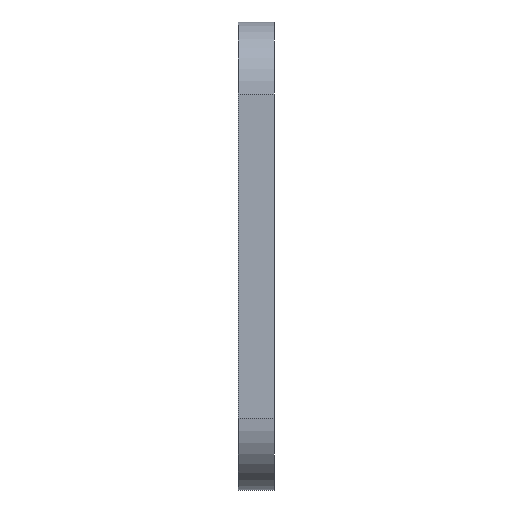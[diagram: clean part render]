
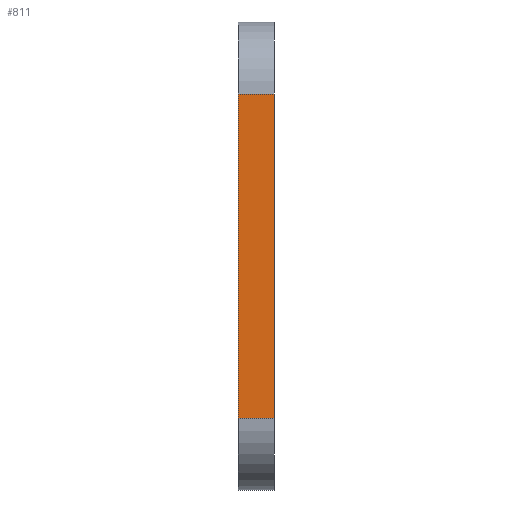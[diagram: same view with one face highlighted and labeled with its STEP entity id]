
A CAD part, front view. The second image highlights one B-rep face of the part: STEP entity #811.
In plain terms, the highlighted planar face has unit normal (0, -1, 0).
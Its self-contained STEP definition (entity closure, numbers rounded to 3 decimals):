
#95=FACE_OUTER_BOUND('',#146,.T.);
#146=EDGE_LOOP('',(#713,#714,#715,#716));
#159=LINE('',#1202,#225);
#218=LINE('',#1398,#284);
#219=LINE('',#1403,#285);
#220=LINE('',#1405,#286);
#225=VECTOR('',#950,10.);
#284=VECTOR('',#1161,10.);
#285=VECTOR('',#1168,10.);
#286=VECTOR('',#1171,10.);
#347=VERTEX_POINT('',#1199);
#348=VERTEX_POINT('',#1201);
#409=VERTEX_POINT('',#1397);
#410=VERTEX_POINT('',#1401);
#423=EDGE_CURVE('',#348,#347,#159,.T.);
#520=EDGE_CURVE('',#348,#409,#218,.T.);
#523=EDGE_CURVE('',#347,#410,#219,.T.);
#524=EDGE_CURVE('',#409,#410,#220,.T.);
#713=ORIENTED_EDGE('',*,*,#423,.T.);
#714=ORIENTED_EDGE('',*,*,#523,.T.);
#715=ORIENTED_EDGE('',*,*,#524,.F.);
#716=ORIENTED_EDGE('',*,*,#520,.F.);
#769=PLANE('',#924);
#811=ADVANCED_FACE('',(#95),#769,.T.);
#924=AXIS2_PLACEMENT_3D('',#1404,#1169,#1170);
#950=DIRECTION('',(0.,0.,-1.));
#1161=DIRECTION('',(1.,0.,0.));
#1168=DIRECTION('',(1.,0.,0.));
#1169=DIRECTION('center_axis',(0.,-1.,0.));
#1170=DIRECTION('ref_axis',(0.,0.,-1.));
#1171=DIRECTION('',(0.,0.,-1.));
#1199=CARTESIAN_POINT('',(0.,-36.01,-45.));
#1201=CARTESIAN_POINT('',(0.,-36.01,45.));
#1202=CARTESIAN_POINT('',(0.,-36.01,45.));
#1397=CARTESIAN_POINT('',(10.,-36.01,45.));
#1398=CARTESIAN_POINT('',(0.,-36.01,45.));
#1401=CARTESIAN_POINT('',(10.,-36.01,-45.));
#1403=CARTESIAN_POINT('',(0.,-36.01,-45.));
#1404=CARTESIAN_POINT('Origin',(0.,-36.01,45.));
#1405=CARTESIAN_POINT('',(10.,-36.01,45.));
